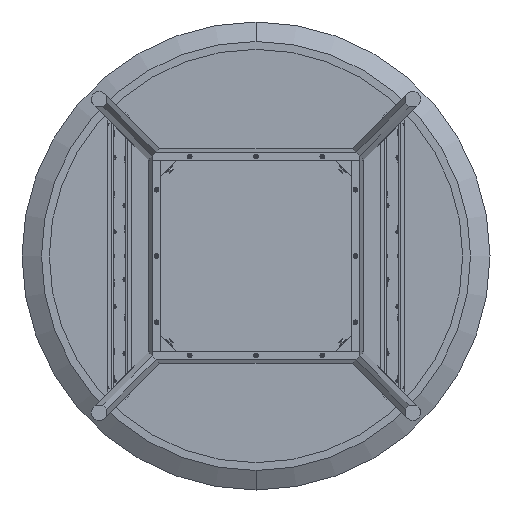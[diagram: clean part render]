
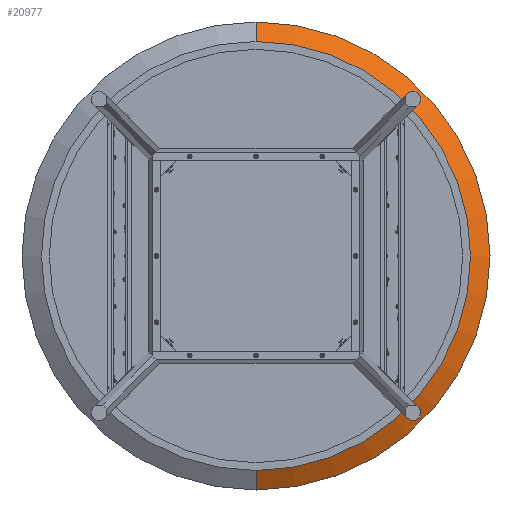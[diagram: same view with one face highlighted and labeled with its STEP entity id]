
A CAD part, front view. The second image highlights one B-rep face of the part: STEP entity #20977.
In plain terms, the highlighted conical face has half-angle 59.036 degrees and reference radius 600 mm.
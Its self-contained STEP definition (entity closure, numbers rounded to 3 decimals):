
#508 = VERTEX_POINT ( 'NONE', #7187 ) ;
#1416 = LINE ( 'NONE', #20203, #35203 ) ;
#1675 = DIRECTION ( 'NONE',  ( 0., -1., 0. ) ) ;
#5384 = CIRCLE ( 'NONE', #42766, 600. ) ;
#6189 = DIRECTION ( 'NONE',  ( 0., 1., 0. ) ) ;
#6373 = CARTESIAN_POINT ( 'NONE',  ( 0., -10., 600. ) ) ;
#6974 = EDGE_CURVE ( 'NONE', #12110, #35659, #5384, .T. ) ;
#7187 = CARTESIAN_POINT ( 'NONE',  ( 0., -40., -550. ) ) ;
#12110 = VERTEX_POINT ( 'NONE', #6373 ) ;
#13861 = DIRECTION ( 'NONE',  ( 0., 0., 1. ) ) ;
#15365 = ORIENTED_EDGE ( 'NONE', *, *, #60574, .F. ) ;
#16314 = CARTESIAN_POINT ( 'NONE',  ( 0., -10., -600. ) ) ;
#18190 = CARTESIAN_POINT ( 'NONE',  ( 0., -10., 0. ) ) ;
#20203 = CARTESIAN_POINT ( 'NONE',  ( 0., -10., 600. ) ) ;
#20977 = ADVANCED_FACE ( 'NONE', ( #25273 ), #43476, .T. ) ;
#23062 = EDGE_LOOP ( 'NONE', ( #15365, #23229, #54262, #43187 ) ) ;
#23229 = ORIENTED_EDGE ( 'NONE', *, *, #32131, .T. ) ;
#24663 = DIRECTION ( 'NONE',  ( 0., 0., 1. ) ) ;
#25273 = FACE_OUTER_BOUND ( 'NONE', #23062, .T. ) ;
#27409 = DIRECTION ( 'NONE',  ( 0., 1., 0. ) ) ;
#27503 = CARTESIAN_POINT ( 'NONE',  ( 0., -40., 550. ) ) ;
#29698 = CARTESIAN_POINT ( 'NONE',  ( 0., -40., 0. ) ) ;
#32131 = EDGE_CURVE ( 'NONE', #508, #35659, #35899, .T. ) ;
#34513 = CARTESIAN_POINT ( 'NONE',  ( 0., -10., 0. ) ) ;
#35203 = VECTOR ( 'NONE', #43922, 1000. ) ;
#35659 = VERTEX_POINT ( 'NONE', #16314 ) ;
#35899 = LINE ( 'NONE', #60211, #58452 ) ;
#37512 = VERTEX_POINT ( 'NONE', #27503 ) ;
#40519 = DIRECTION ( 'NONE',  ( 0., 0.514, -0.857 ) ) ;
#42766 = AXIS2_PLACEMENT_3D ( 'NONE', #18190, #27409, #13861 ) ;
#43187 = ORIENTED_EDGE ( 'NONE', *, *, #48788, .F. ) ;
#43476 = CONICAL_SURFACE ( 'NONE', #56268, 600., 1.03 ) ;
#43922 = DIRECTION ( 'NONE',  ( 0., 0.514, 0.857 ) ) ;
#47525 = CIRCLE ( 'NONE', #55418, 550. ) ;
#48788 = EDGE_CURVE ( 'NONE', #37512, #12110, #1416, .T. ) ;
#54262 = ORIENTED_EDGE ( 'NONE', *, *, #6974, .F. ) ;
#55418 = AXIS2_PLACEMENT_3D ( 'NONE', #29698, #1675, #58030 ) ;
#56268 = AXIS2_PLACEMENT_3D ( 'NONE', #34513, #6189, #24663 ) ;
#58030 = DIRECTION ( 'NONE',  ( 0., 0., 1. ) ) ;
#58452 = VECTOR ( 'NONE', #40519, 1000. ) ;
#60211 = CARTESIAN_POINT ( 'NONE',  ( 0., -10., -600. ) ) ;
#60574 = EDGE_CURVE ( 'NONE', #508, #37512, #47525, .T. ) ;
